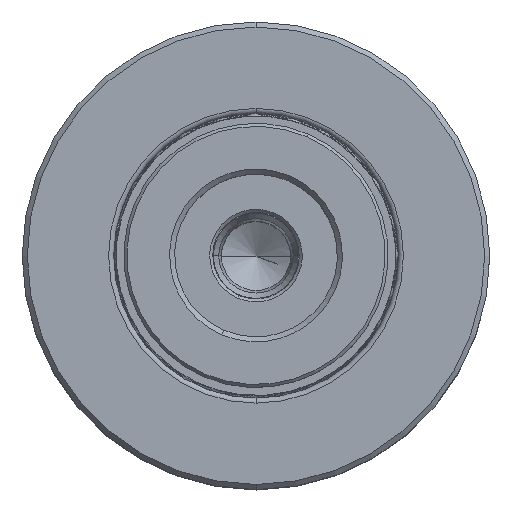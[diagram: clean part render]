
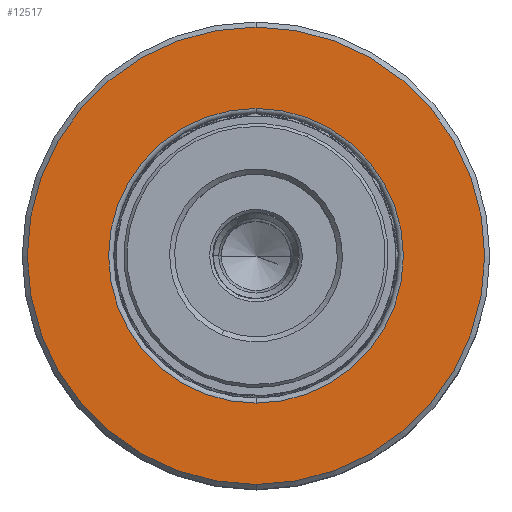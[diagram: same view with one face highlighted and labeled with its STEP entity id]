
A CAD part, top view. The second image highlights one B-rep face of the part: STEP entity #12517.
In plain terms, the highlighted face is planar.
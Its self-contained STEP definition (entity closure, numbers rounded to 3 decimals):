
#2080 = DIRECTION ( 'NONE',  ( 0., -1., 0. ) ) ;
#4868 = VERTEX_POINT ( 'NONE', #44067 ) ;
#4963 = DIRECTION ( 'NONE',  ( 0., 0., -1. ) ) ;
#6692 = DIRECTION ( 'NONE',  ( 0., 0., -1. ) ) ;
#7781 = CARTESIAN_POINT ( 'NONE',  ( 0., 15.687, 14.5 ) ) ;
#8547 = EDGE_CURVE ( 'NONE', #18167, #4868, #10038, .T. ) ;
#9495 = ORIENTED_EDGE ( 'NONE', *, *, #25040, .F. ) ;
#9678 = DIRECTION ( 'NONE',  ( 0., 0., 1. ) ) ;
#9752 = AXIS2_PLACEMENT_3D ( 'NONE', #35300, #24342, #4963 ) ;
#10038 = CIRCLE ( 'NONE', #23442, 22.5 ) ;
#12498 = CARTESIAN_POINT ( 'NONE',  ( 0., 15.687, -14.5 ) ) ;
#12517 = ADVANCED_FACE ( 'NONE', ( #21099, #39561 ), #31233, .T. ) ;
#13199 = DIRECTION ( 'NONE',  ( 0., 0., -1. ) ) ;
#13904 = CARTESIAN_POINT ( 'NONE',  ( 0., 15.687, 0. ) ) ;
#15012 = EDGE_CURVE ( 'NONE', #29657, #39265, #31613, .T. ) ;
#16848 = CARTESIAN_POINT ( 'NONE',  ( 0., 15.687, 0. ) ) ;
#18167 = VERTEX_POINT ( 'NONE', #27330 ) ;
#21099 = FACE_BOUND ( 'NONE', #30768, .T. ) ;
#21102 = CARTESIAN_POINT ( 'NONE',  ( 22.5, 15.687, 0. ) ) ;
#22521 = AXIS2_PLACEMENT_3D ( 'NONE', #27254, #2080, #13199 ) ;
#23442 = AXIS2_PLACEMENT_3D ( 'NONE', #16848, #27929, #31508 ) ;
#24090 = CIRCLE ( 'NONE', #22521, 22.5 ) ;
#24342 = DIRECTION ( 'NONE',  ( 0., -1., 0. ) ) ;
#25040 = EDGE_CURVE ( 'NONE', #4868, #18167, #24090, .T. ) ;
#26398 = EDGE_LOOP ( 'NONE', ( #34333, #9495 ) ) ;
#27254 = CARTESIAN_POINT ( 'NONE',  ( 0., 15.687, 0. ) ) ;
#27330 = CARTESIAN_POINT ( 'NONE',  ( 0., 15.687, -22.5 ) ) ;
#27929 = DIRECTION ( 'NONE',  ( 0., -1., 0. ) ) ;
#29657 = VERTEX_POINT ( 'NONE', #7781 ) ;
#29711 = AXIS2_PLACEMENT_3D ( 'NONE', #13904, #43195, #6692 ) ;
#30768 = EDGE_LOOP ( 'NONE', ( #38743, #42538 ) ) ;
#31233 = PLANE ( 'NONE',  #37313 ) ;
#31508 = DIRECTION ( 'NONE',  ( 0., 0., -1. ) ) ;
#31613 = CIRCLE ( 'NONE', #9752, 14.5 ) ;
#34333 = ORIENTED_EDGE ( 'NONE', *, *, #8547, .F. ) ;
#35300 = CARTESIAN_POINT ( 'NONE',  ( 0., 15.687, 0. ) ) ;
#37313 = AXIS2_PLACEMENT_3D ( 'NONE', #21102, #38466, #9678 ) ;
#38466 = DIRECTION ( 'NONE',  ( 0., 1., 0. ) ) ;
#38743 = ORIENTED_EDGE ( 'NONE', *, *, #44329, .T. ) ;
#39265 = VERTEX_POINT ( 'NONE', #12498 ) ;
#39561 = FACE_OUTER_BOUND ( 'NONE', #26398, .T. ) ;
#42538 = ORIENTED_EDGE ( 'NONE', *, *, #15012, .T. ) ;
#42740 = CIRCLE ( 'NONE', #29711, 14.5 ) ;
#43195 = DIRECTION ( 'NONE',  ( 0., -1., 0. ) ) ;
#44067 = CARTESIAN_POINT ( 'NONE',  ( 0., 15.687, 22.5 ) ) ;
#44329 = EDGE_CURVE ( 'NONE', #39265, #29657, #42740, .T. ) ;
